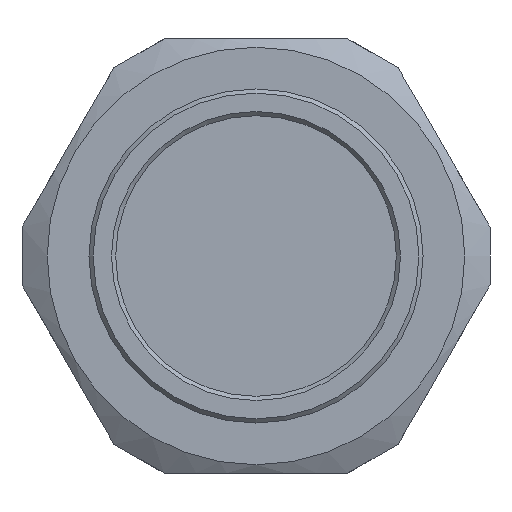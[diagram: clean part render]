
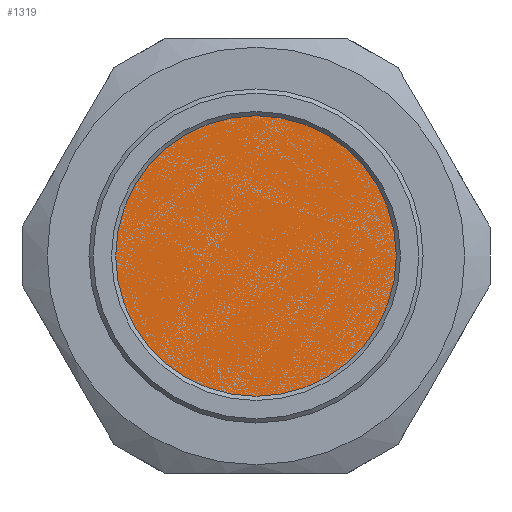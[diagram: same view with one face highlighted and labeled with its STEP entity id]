
A CAD part, front view. The second image highlights one B-rep face of the part: STEP entity #1319.
In plain terms, the highlighted planar face has unit normal (0, 1, 0).
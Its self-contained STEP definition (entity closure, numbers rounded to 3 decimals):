
#430=FACE_OUTER_BOUND('',#509,.T.);
#509=EDGE_LOOP('',(#1200));
#549=CIRCLE('',#1452,20.);
#665=VERTEX_POINT('',#2304);
#844=EDGE_CURVE('',#665,#665,#549,.T.);
#1200=ORIENTED_EDGE('',*,*,#844,.T.);
#1246=PLANE('',#1451);
#1319=ADVANCED_FACE('',(#430),#1246,.T.);
#1451=AXIS2_PLACEMENT_3D('',#2303,#1751,#1752);
#1452=AXIS2_PLACEMENT_3D('',#2305,#1753,#1754);
#1751=DIRECTION('center_axis',(0.,1.,0.));
#1752=DIRECTION('ref_axis',(0.,0.,1.));
#1753=DIRECTION('center_axis',(0.,1.,0.));
#1754=DIRECTION('ref_axis',(1.,0.,0.));
#2303=CARTESIAN_POINT('Origin',(407.326,96.259,285.8));
#2304=CARTESIAN_POINT('',(387.326,96.259,285.8));
#2305=CARTESIAN_POINT('Origin',(407.326,96.259,285.8));
